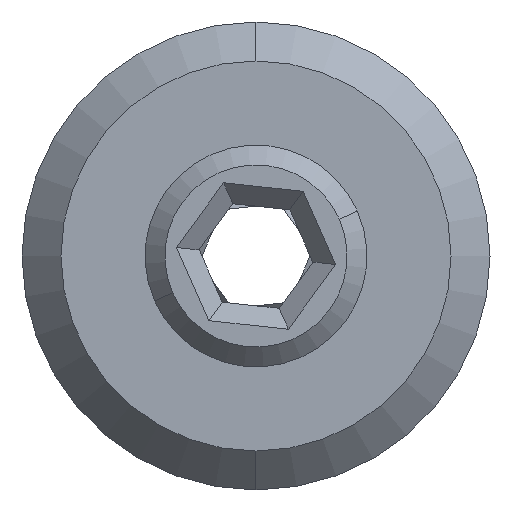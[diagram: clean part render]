
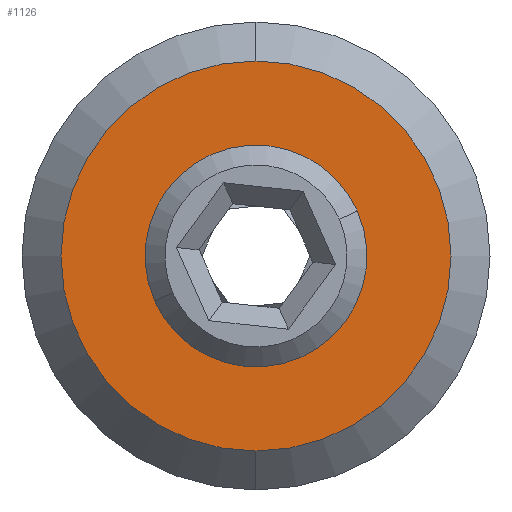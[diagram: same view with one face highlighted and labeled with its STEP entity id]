
A CAD part, left-side view. The second image highlights one B-rep face of the part: STEP entity #1126.
In plain terms, the highlighted planar face has unit normal (-1, 0, 0).
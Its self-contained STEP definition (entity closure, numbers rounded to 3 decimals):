
#33 = EDGE_CURVE ( 'NONE', #83, #1676, #907, .T. ) ;
#83 = VERTEX_POINT ( 'NONE', #119 ) ;
#106 = DIRECTION ( 'NONE',  ( 1., 0., 0. ) ) ;
#119 = CARTESIAN_POINT ( 'NONE',  ( -101.13, 1.665, 10.2 ) ) ;
#333 = ORIENTED_EDGE ( 'NONE', *, *, #916, .T. ) ;
#360 = CARTESIAN_POINT ( 'NONE',  ( -101.13, 1.665, 15.2 ) ) ;
#376 = CARTESIAN_POINT ( 'NONE',  ( -101.13, 1.665, 12.7 ) ) ;
#476 = FACE_BOUND ( 'NONE', #953, .T. ) ;
#509 = DIRECTION ( 'NONE',  ( -1., 0., 0. ) ) ;
#514 = DIRECTION ( 'NONE',  ( 0., 0., -1. ) ) ;
#599 = VERTEX_POINT ( 'NONE', #1622 ) ;
#620 = DIRECTION ( 'NONE',  ( 0., 0., -1. ) ) ;
#708 = CARTESIAN_POINT ( 'NONE',  ( -101.13, 1.665, 12.7 ) ) ;
#819 = AXIS2_PLACEMENT_3D ( 'NONE', #708, #106, #1407 ) ;
#859 = DIRECTION ( 'NONE',  ( -1., 0., 0. ) ) ;
#907 = CIRCLE ( 'NONE', #1500, 2.5 ) ;
#914 = CARTESIAN_POINT ( 'NONE',  ( -101.13, 1.665, 12.7 ) ) ;
#916 = EDGE_CURVE ( 'NONE', #1519, #599, #1513, .T. ) ;
#920 = CARTESIAN_POINT ( 'NONE',  ( -101.13, 1.665, 11.32 ) ) ;
#946 = CARTESIAN_POINT ( 'NONE',  ( -101.13, 1.665, 12.7 ) ) ;
#953 = EDGE_LOOP ( 'NONE', ( #333, #1806 ) ) ;
#1004 = PLANE ( 'NONE',  #819 ) ;
#1037 = EDGE_CURVE ( 'NONE', #1676, #83, #1823, .T. ) ;
#1126 = ADVANCED_FACE ( 'NONE', ( #476, #1778 ), #1004, .F. ) ;
#1131 = ORIENTED_EDGE ( 'NONE', *, *, #1037, .T. ) ;
#1140 = AXIS2_PLACEMENT_3D ( 'NONE', #376, #1331, #514 ) ;
#1150 = DIRECTION ( 'NONE',  ( 0., 0., -1. ) ) ;
#1205 = AXIS2_PLACEMENT_3D ( 'NONE', #914, #1510, #1386 ) ;
#1266 = CIRCLE ( 'NONE', #1140, 1.38 ) ;
#1331 = DIRECTION ( 'NONE',  ( 1., 0., 0. ) ) ;
#1386 = DIRECTION ( 'NONE',  ( 0., 0., -1. ) ) ;
#1407 = DIRECTION ( 'NONE',  ( 0., 0., -1. ) ) ;
#1479 = EDGE_CURVE ( 'NONE', #599, #1519, #1266, .T. ) ;
#1500 = AXIS2_PLACEMENT_3D ( 'NONE', #1619, #859, #1150 ) ;
#1506 = EDGE_LOOP ( 'NONE', ( #1586, #1131 ) ) ;
#1510 = DIRECTION ( 'NONE',  ( 1., 0., 0. ) ) ;
#1513 = CIRCLE ( 'NONE', #1205, 1.38 ) ;
#1519 = VERTEX_POINT ( 'NONE', #920 ) ;
#1561 = AXIS2_PLACEMENT_3D ( 'NONE', #946, #509, #620 ) ;
#1586 = ORIENTED_EDGE ( 'NONE', *, *, #33, .T. ) ;
#1619 = CARTESIAN_POINT ( 'NONE',  ( -101.13, 1.665, 12.7 ) ) ;
#1622 = CARTESIAN_POINT ( 'NONE',  ( -101.13, 1.665, 14.08 ) ) ;
#1676 = VERTEX_POINT ( 'NONE', #360 ) ;
#1778 = FACE_OUTER_BOUND ( 'NONE', #1506, .T. ) ;
#1806 = ORIENTED_EDGE ( 'NONE', *, *, #1479, .T. ) ;
#1823 = CIRCLE ( 'NONE', #1561, 2.5 ) ;
